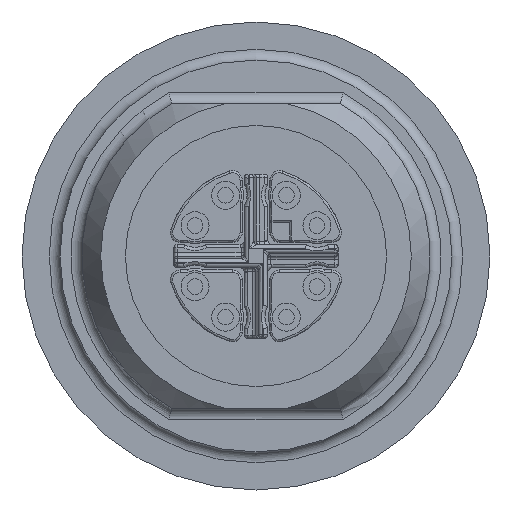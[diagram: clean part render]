
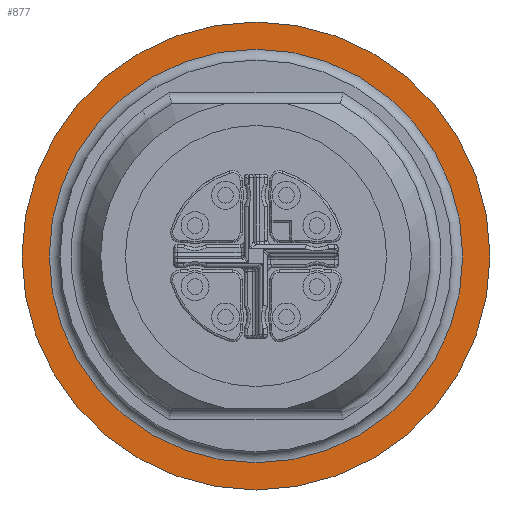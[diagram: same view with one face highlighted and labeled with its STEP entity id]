
A CAD part, left-side view. The second image highlights one B-rep face of the part: STEP entity #877.
In plain terms, the highlighted planar face has unit normal (-1, 0, 0).
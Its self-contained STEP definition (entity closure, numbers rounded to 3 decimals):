
#270=PLANE('',#9877);
#465=FACE_BOUND('',#2355,.T.);
#466=FACE_BOUND('',#2356,.T.);
#877=ADVANCED_FACE('',(#465,#466),#270,.F.);
#2355=EDGE_LOOP('',(#3875));
#2356=EDGE_LOOP('',(#3876));
#3126=CIRCLE('',#9821,10.75);
#3174=CIRCLE('',#9876,9.5);
#3875=ORIENTED_EDGE('',*,*,#7423,.T.);
#3876=ORIENTED_EDGE('',*,*,#7335,.F.);
#6451=VERTEX_POINT('',#13758);
#6539=VERTEX_POINT('',#13939);
#7335=EDGE_CURVE('',#6451,#6451,#3126,.T.);
#7423=EDGE_CURVE('',#6539,#6539,#3174,.T.);
#9821=AXIS2_PLACEMENT_3D('',#13757,#11069,#11070);
#9876=AXIS2_PLACEMENT_3D('',#13938,#11217,#11218);
#9877=AXIS2_PLACEMENT_3D('',#13940,#11219,#11220);
#11069=DIRECTION('',(1.,0.,0.));
#11070=DIRECTION('',(0.,0.,-1.));
#11217=DIRECTION('',(1.,0.,0.));
#11218=DIRECTION('',(0.,0.,-1.));
#11219=DIRECTION('',(1.,0.,0.));
#11220=DIRECTION('',(0.,0.,1.));
#13757=CARTESIAN_POINT('',(-29.,0.,0.008));
#13758=CARTESIAN_POINT('',(-29.,0.,-10.742));
#13938=CARTESIAN_POINT('',(-29.,0.,0.008));
#13939=CARTESIAN_POINT('',(-29.,0.,-9.492));
#13940=CARTESIAN_POINT('',(-29.,0.,-8.992));
